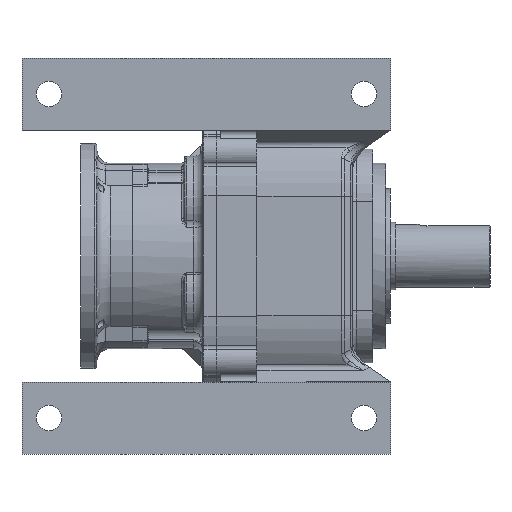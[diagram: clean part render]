
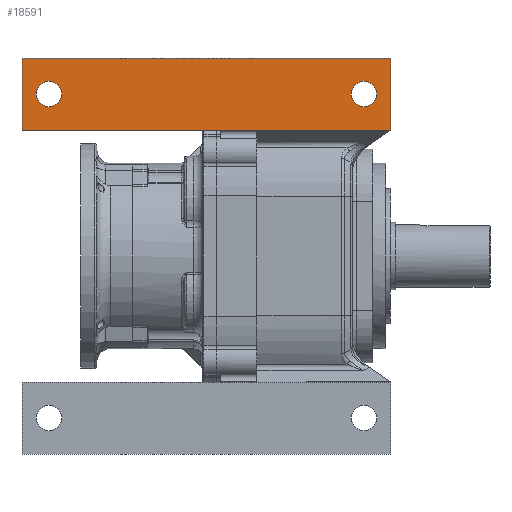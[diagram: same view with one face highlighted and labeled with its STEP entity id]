
A CAD part, front view. The second image highlights one B-rep face of the part: STEP entity #18591.
In plain terms, the highlighted planar face has unit normal (0, -1, 0).
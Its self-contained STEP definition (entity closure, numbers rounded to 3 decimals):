
#337 = DIRECTION ( 'NONE',  ( 0., 0., -1. ) ) ;
#450 = LINE ( 'NONE', #11863, #10451 ) ;
#822 = EDGE_LOOP ( 'NONE', ( #9394, #15518, #1266, #13425 ) ) ;
#925 = CARTESIAN_POINT ( 'NONE',  ( -186., -270., 166. ) ) ;
#1266 = ORIENTED_EDGE ( 'NONE', *, *, #2129, .F. ) ;
#1291 = PLANE ( 'NONE',  #6787 ) ;
#1302 = CARTESIAN_POINT ( 'NONE',  ( 194., -270., 220. ) ) ;
#1332 = EDGE_CURVE ( 'NONE', #4299, #4299, #3469, .T. ) ;
#2129 = EDGE_CURVE ( 'NONE', #7821, #16626, #8737, .T. ) ;
#2382 = EDGE_LOOP ( 'NONE', ( #8846 ) ) ;
#2858 = FACE_OUTER_BOUND ( 'NONE', #822, .T. ) ;
#3469 = CIRCLE ( 'NONE', #7154, 14. ) ;
#3928 = DIRECTION ( 'NONE',  ( 0., -1., 0. ) ) ;
#4299 = VERTEX_POINT ( 'NONE', #5986 ) ;
#4802 = LINE ( 'NONE', #11200, #9715 ) ;
#5896 = CARTESIAN_POINT ( 'NONE',  ( -216., -270., 140. ) ) ;
#5986 = CARTESIAN_POINT ( 'NONE',  ( 164., -270., 166. ) ) ;
#6207 = DIRECTION ( 'NONE',  ( 0., 0., 1. ) ) ;
#6787 = AXIS2_PLACEMENT_3D ( 'NONE', #9238, #15630, #6207 ) ;
#7154 = AXIS2_PLACEMENT_3D ( 'NONE', #9478, #17413, #16268 ) ;
#7186 = CARTESIAN_POINT ( 'NONE',  ( -186., -270., 180. ) ) ;
#7821 = VERTEX_POINT ( 'NONE', #9497 ) ;
#7997 = LINE ( 'NONE', #17832, #19144 ) ;
#8230 = EDGE_LOOP ( 'NONE', ( #8687 ) ) ;
#8687 = ORIENTED_EDGE ( 'NONE', *, *, #15208, .F. ) ;
#8737 = LINE ( 'NONE', #1302, #19168 ) ;
#8846 = ORIENTED_EDGE ( 'NONE', *, *, #1332, .F. ) ;
#9238 = CARTESIAN_POINT ( 'NONE',  ( 194., -270., 220. ) ) ;
#9335 = FACE_BOUND ( 'NONE', #8230, .T. ) ;
#9394 = ORIENTED_EDGE ( 'NONE', *, *, #15832, .T. ) ;
#9478 = CARTESIAN_POINT ( 'NONE',  ( 164., -270., 180. ) ) ;
#9497 = CARTESIAN_POINT ( 'NONE',  ( 194., -270., 220. ) ) ;
#9715 = VECTOR ( 'NONE', #12761, 1000. ) ;
#9800 = CIRCLE ( 'NONE', #12487, 14. ) ;
#10451 = VECTOR ( 'NONE', #337, 1000. ) ;
#10691 = EDGE_CURVE ( 'NONE', #16626, #14254, #4802, .T. ) ;
#11200 = CARTESIAN_POINT ( 'NONE',  ( 194., -270., 140. ) ) ;
#11863 = CARTESIAN_POINT ( 'NONE',  ( -216., -270., 220. ) ) ;
#12487 = AXIS2_PLACEMENT_3D ( 'NONE', #7186, #3928, #12895 ) ;
#12761 = DIRECTION ( 'NONE',  ( -1., 0., 0. ) ) ;
#12895 = DIRECTION ( 'NONE',  ( 0., 0., -1. ) ) ;
#13425 = ORIENTED_EDGE ( 'NONE', *, *, #17831, .T. ) ;
#13767 = CARTESIAN_POINT ( 'NONE',  ( -216., -270., 220. ) ) ;
#14189 = FACE_BOUND ( 'NONE', #2382, .T. ) ;
#14254 = VERTEX_POINT ( 'NONE', #5896 ) ;
#15033 = CARTESIAN_POINT ( 'NONE',  ( 194., -270., 140. ) ) ;
#15208 = EDGE_CURVE ( 'NONE', #15267, #15267, #9800, .T. ) ;
#15267 = VERTEX_POINT ( 'NONE', #925 ) ;
#15518 = ORIENTED_EDGE ( 'NONE', *, *, #10691, .F. ) ;
#15630 = DIRECTION ( 'NONE',  ( 0., 1., 0. ) ) ;
#15832 = EDGE_CURVE ( 'NONE', #18495, #14254, #450, .T. ) ;
#16268 = DIRECTION ( 'NONE',  ( 0., 0., -1. ) ) ;
#16626 = VERTEX_POINT ( 'NONE', #15033 ) ;
#17413 = DIRECTION ( 'NONE',  ( 0., -1., 0. ) ) ;
#17831 = EDGE_CURVE ( 'NONE', #7821, #18495, #7997, .T. ) ;
#17832 = CARTESIAN_POINT ( 'NONE',  ( 194., -270., 220. ) ) ;
#17930 = DIRECTION ( 'NONE',  ( -1., 0., 0. ) ) ;
#18495 = VERTEX_POINT ( 'NONE', #13767 ) ;
#18591 = ADVANCED_FACE ( 'NONE', ( #9335, #2858, #14189 ), #1291, .F. ) ;
#19089 = DIRECTION ( 'NONE',  ( 0., 0., -1. ) ) ;
#19144 = VECTOR ( 'NONE', #17930, 1000. ) ;
#19168 = VECTOR ( 'NONE', #19089, 1000. ) ;
